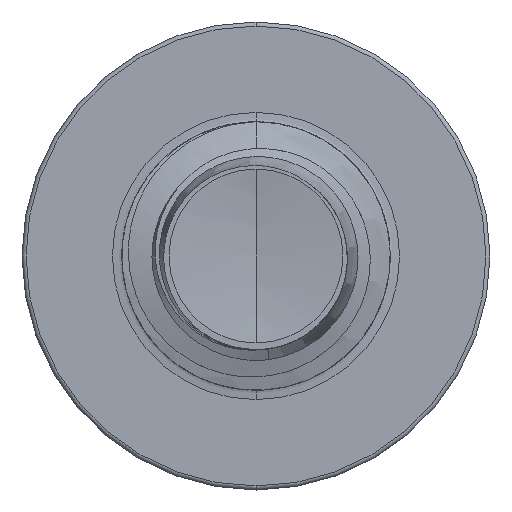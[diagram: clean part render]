
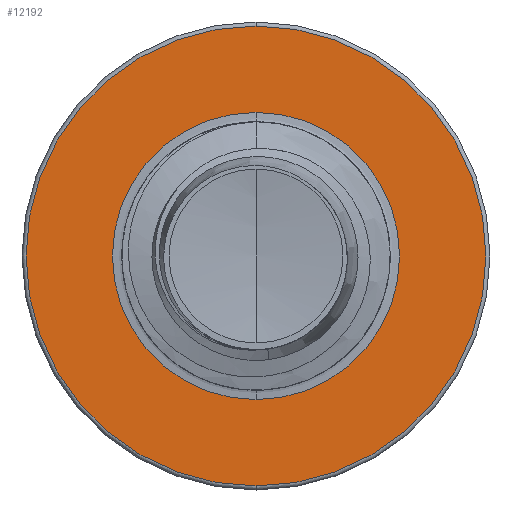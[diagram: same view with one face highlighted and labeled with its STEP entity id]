
A CAD part, front view. The second image highlights one B-rep face of the part: STEP entity #12192.
In plain terms, the highlighted planar face has unit normal (0, -1, 0).
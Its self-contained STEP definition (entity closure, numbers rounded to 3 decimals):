
#1354 = EDGE_LOOP ( 'NONE', ( #13812, #14705 ) ) ;
#1991 = DIRECTION ( 'NONE',  ( 0., 1., 0. ) ) ;
#2361 = EDGE_CURVE ( 'NONE', #11151, #28074, #7814, .T. ) ;
#2524 = EDGE_LOOP ( 'NONE', ( #18783, #14991 ) ) ;
#3242 = DIRECTION ( 'NONE',  ( 0., 1., 0. ) ) ;
#3356 = CIRCLE ( 'NONE', #13565, 2.998 ) ;
#5569 = EDGE_CURVE ( 'NONE', #13423, #5696, #31143, .T. ) ;
#5696 = VERTEX_POINT ( 'NONE', #16426 ) ;
#7814 = CIRCLE ( 'NONE', #25222, 1.872 ) ;
#8084 = CIRCLE ( 'NONE', #25297, 1.872 ) ;
#8822 = CARTESIAN_POINT ( 'NONE',  ( 0., 12.5, 0. ) ) ;
#11151 = VERTEX_POINT ( 'NONE', #17735 ) ;
#11456 = DIRECTION ( 'NONE',  ( 0., 0., 1. ) ) ;
#12192 = ADVANCED_FACE ( 'NONE', ( #12659, #25188 ), #23836, .F. ) ;
#12659 = FACE_OUTER_BOUND ( 'NONE', #1354, .T. ) ;
#13276 = CARTESIAN_POINT ( 'NONE',  ( 0., 12.5, -1.872 ) ) ;
#13423 = VERTEX_POINT ( 'NONE', #18280 ) ;
#13565 = AXIS2_PLACEMENT_3D ( 'NONE', #8822, #26334, #11456 ) ;
#13799 = CARTESIAN_POINT ( 'NONE',  ( 0., 12.5, -1.872 ) ) ;
#13812 = ORIENTED_EDGE ( 'NONE', *, *, #5569, .F. ) ;
#13900 = AXIS2_PLACEMENT_3D ( 'NONE', #16390, #16353, #16346 ) ;
#14705 = ORIENTED_EDGE ( 'NONE', *, *, #26386, .F. ) ;
#14991 = ORIENTED_EDGE ( 'NONE', *, *, #26943, .T. ) ;
#16346 = DIRECTION ( 'NONE',  ( 0., 0., 1. ) ) ;
#16353 = DIRECTION ( 'NONE',  ( 0., 1., 0. ) ) ;
#16390 = CARTESIAN_POINT ( 'NONE',  ( 0., 12.5, 0. ) ) ;
#16426 = CARTESIAN_POINT ( 'NONE',  ( 0., 12.5, -2.997 ) ) ;
#17735 = CARTESIAN_POINT ( 'NONE',  ( 0., 12.5, 1.872 ) ) ;
#17788 = CARTESIAN_POINT ( 'NONE',  ( 0., 12.5, 0. ) ) ;
#18280 = CARTESIAN_POINT ( 'NONE',  ( 0., 12.5, 2.998 ) ) ;
#18783 = ORIENTED_EDGE ( 'NONE', *, *, #2361, .T. ) ;
#18825 = AXIS2_PLACEMENT_3D ( 'NONE', #13799, #3242, #21496 ) ;
#20354 = DIRECTION ( 'NONE',  ( 0., 0., 1. ) ) ;
#21496 = DIRECTION ( 'NONE',  ( 0., 0., 1. ) ) ;
#23836 = PLANE ( 'NONE',  #18825 ) ;
#25188 = FACE_BOUND ( 'NONE', #2524, .T. ) ;
#25222 = AXIS2_PLACEMENT_3D ( 'NONE', #29049, #29025, #29015 ) ;
#25297 = AXIS2_PLACEMENT_3D ( 'NONE', #17788, #1991, #20354 ) ;
#26334 = DIRECTION ( 'NONE',  ( 0., 1., 0. ) ) ;
#26386 = EDGE_CURVE ( 'NONE', #5696, #13423, #3356, .T. ) ;
#26943 = EDGE_CURVE ( 'NONE', #28074, #11151, #8084, .T. ) ;
#28074 = VERTEX_POINT ( 'NONE', #13276 ) ;
#29015 = DIRECTION ( 'NONE',  ( 0., 0., 1. ) ) ;
#29025 = DIRECTION ( 'NONE',  ( 0., 1., 0. ) ) ;
#29049 = CARTESIAN_POINT ( 'NONE',  ( 0., 12.5, 0. ) ) ;
#31143 = CIRCLE ( 'NONE', #13900, 2.998 ) ;
